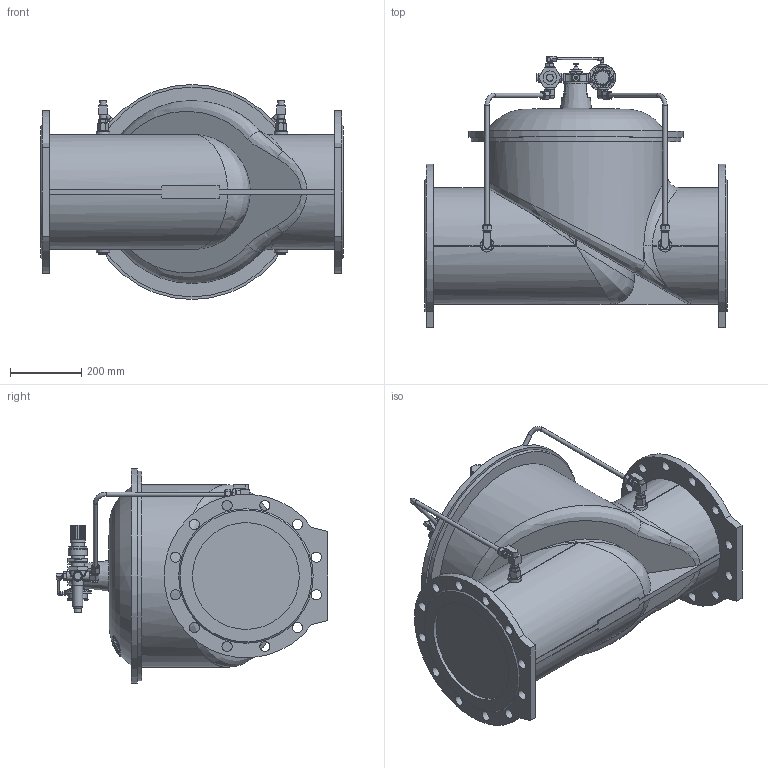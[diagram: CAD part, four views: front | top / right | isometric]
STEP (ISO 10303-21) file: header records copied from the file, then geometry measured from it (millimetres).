
FILE_DESCRIPTION (( 'STEP AP203' ), '1' );
FILE_NAME ('O_859_10_DN300_114XX10_AA0_step.step', '2017-01-09T07:14:18', ( 'Windows User' ), ( 'AVK' ), 'SwSTEP 2.0', 'SolidWorks 2012', '' );
FILE_SCHEMA (( 'CONFIG_CONTROL_DESIGN' ));
Products named in the file (1): O_859_10_DN300_114XX10_AA0_step
Bounding box: 850 x 763 x 604 mm (x, y, z)
Volume: 129279080.7 mm3; surface area: 2332335.2 mm2
Topology: 1 solids, 1 shells, 1141 faces, 2829 edges, 1754 vertices
Faces by surface type: plane 564, cylinder 253, cone 158, bspline 88, torus 58, sphere 20
Full cylindrical faces by diameter (mm): 4 x1, 6 x1, 7 x1, 7.7 x2, 9 x2, 9.7 x1, 12 x4, 14 x1, 15.002 x2, 16 x5, 18 x6, 18.5 x2, 19 x1, 19.6 x2, 20 x7, 21 x5, 24 x2, 25 x8, 26 x2, 28 x1, 28.5 x24, 32 x2, 37 x1, 38 x3, 40 x1, 42 x1, 46 x3, 48 x3, 53 x3, 58 x1
Entity records: 41519 total; most frequent: CARTESIAN_POINT 16732, ORIENTED_EDGE 5132, DIRECTION 4826, EDGE_CURVE 2566, AXIS2_PLACEMENT_3D 1861, VERTEX_POINT 1667, EDGE_LOOP 1431, FACE_OUTER_BOUND 1265
